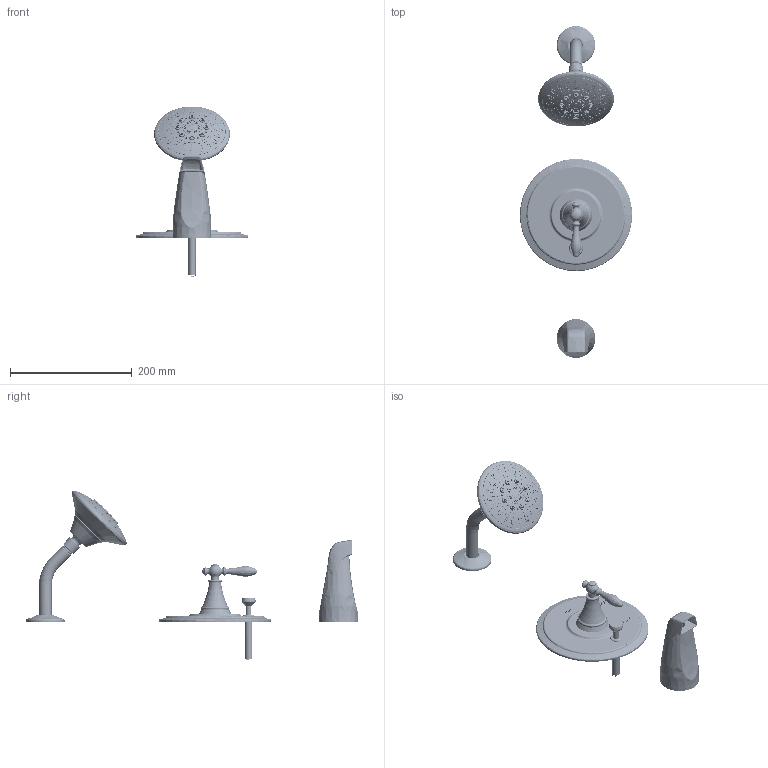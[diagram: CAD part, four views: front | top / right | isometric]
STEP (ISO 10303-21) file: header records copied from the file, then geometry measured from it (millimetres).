
FILE_DESCRIPTION((''),'2;1');
FILE_NAME('3-8002BP_ASM','2015-07-21T',('rsmith'),(''),'PRO/ENGINEER BY PARAMETRIC TECHNOLOGY CORPORATION, 2013150','PRO/ENGINEER BY PARAMETRIC TECHNOLOGY CORPORATION, 2013150','');
FILE_SCHEMA(('CONFIG_CONTROL_DESIGN'));
Products named in the file (34): NCIP-028_1_AF0; PRT0010_1_AF0; 91033_1; 3-498_AF0_ASM; CTDB0537; Z000056; CTRP0082; CTRR0149; CTSTXXXX; CTHB00XX; CTRR0042; CTRR0202; 3-499_ASM; 12308_AF0; 12309_AF0; ATBE0130-01_1; ATBE0130-02_1; ATBE0130-04_1; ATBE0130-05_1; ATBE0130-06_1; ATBE0130-07_1; ATBE0130-08_1; CTMBXXXX_1; ATBE0130_1_ASM; PRT0015_1; PRT0016_1; 3-500_ASM; 12311_AF0; 91065_AF0; 10497_AF0; 10496_AF0; 10498; 2-217_AF0_ASM; 3-8002BP_ASM
Assembly tree (33 placements, depth 4):
  3-8002BP_ASM
    3-498_AF0_ASM
      NCIP-028_1_AF0
      PRT0010_1_AF0
      91033_1
    3-499_ASM
      CTDB0537
      Z000056
      CTRP0082
      CTRR0149
      CTSTXXXX
      CTHB00XX
      CTRR0042
      CTRR0202
    12308_AF0
    12309_AF0
    3-500_ASM
      ATBE0130_1_ASM
        ATBE0130-01_1
        ATBE0130-02_1
        ATBE0130-04_1
        ATBE0130-05_1
        ATBE0130-06_1
        ATBE0130-07_1
        ATBE0130-08_1
        CTMBXXXX_1
      PRT0015_1
      PRT0016_1
    12311_AF0
    2-217_AF0_ASM
      91065_AF0
      10497_AF0
      10496_AF0
      10498
Bounding box: 185 x 546.35 x 281.17 mm (x, y, z)
Volume: 280846.2 mm3; surface area: 304669.9 mm2
Topology: 28 solids, 32 shells, 4539 faces, 13028 edges, 8625 vertices
Faces by surface type: plane 1267, bspline 1147, cylinder 1025, cone 401, torus 273, extrusion 191, revolution 140, sphere 95
Entity records: 272800 total; most frequent: CARTESIAN_POINT 161488, ORIENTED_EDGE 25874, DIRECTION 18838, EDGE_CURVE 12962, VERTEX_POINT 8623, AXIS2_PLACEMENT_3D 6964, EDGE_LOOP 5137, B_SPLINE_CURVE_WITH_KNOTS 4910
